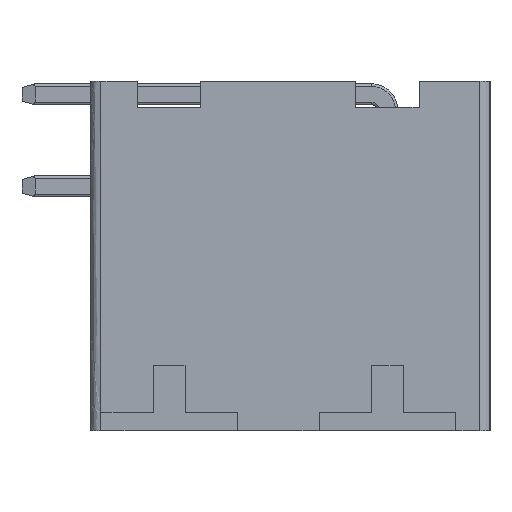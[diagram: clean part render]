
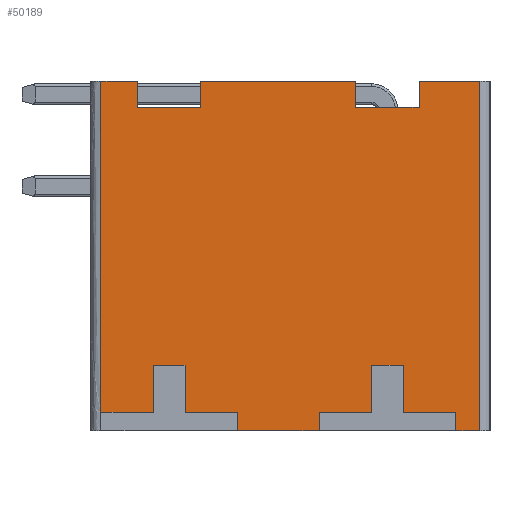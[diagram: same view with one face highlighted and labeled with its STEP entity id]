
A CAD part, left-side view. The second image highlights one B-rep face of the part: STEP entity #50189.
In plain terms, the highlighted planar face has unit normal (-1, 0, 0).
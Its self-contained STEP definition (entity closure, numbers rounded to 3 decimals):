
#290=CARTESIAN_POINT('',(-10.4,-11.8,0.));
#291=VERTEX_POINT('',#290);
#299=CARTESIAN_POINT('',(-10.4,-10.9,0.));
#300=VERTEX_POINT('',#299);
#301=CARTESIAN_POINT('',(-10.4,-11.8,0.));
#302=DIRECTION('',(0.,1.,0.));
#303=VECTOR('',#302,0.9);
#304=LINE('',#301,#303);
#305=EDGE_CURVE('',#291,#300,#304,.T.);
#323=CARTESIAN_POINT('',(-10.4,-5.7,0.));
#324=VERTEX_POINT('',#323);
#331=CARTESIAN_POINT('',(-10.4,-2.6,0.));
#332=VERTEX_POINT('',#331);
#333=CARTESIAN_POINT('',(-10.4,-5.7,0.));
#334=DIRECTION('',(0.,1.,0.));
#335=VECTOR('',#334,3.1);
#336=LINE('',#333,#335);
#337=EDGE_CURVE('',#324,#332,#336,.T.);
#19210=CARTESIAN_POINT('',(-10.4,-9.5,13.3));
#19211=VERTEX_POINT('',#19210);
#19218=CARTESIAN_POINT('',(-10.4,-11.8,13.3));
#19219=VERTEX_POINT('',#19218);
#19220=CARTESIAN_POINT('',(-10.4,-9.5,13.3));
#19221=DIRECTION('',(0.,-1.,0.));
#19222=VECTOR('',#19221,2.3);
#19223=LINE('',#19220,#19222);
#19224=EDGE_CURVE('',#19211,#19219,#19223,.T.);
#49996=CARTESIAN_POINT('',(-10.4,-11.8,13.3));
#49997=DIRECTION('',(0.,0.,-1.));
#49998=VECTOR('',#49997,13.3);
#49999=LINE('',#49996,#49998);
#50000=EDGE_CURVE('',#19219,#291,#49999,.T.);
#50006=CARTESIAN_POINT('',(-10.4,-4.6,6.65));
#50007=DIRECTION('',(0.,0.,-1.));
#50008=DIRECTION('',(-1.,-0.,-0.));
#50009=AXIS2_PLACEMENT_3D('',#50006,#50008,#50007);
#50010=PLANE('',#50009);
#50011=CARTESIAN_POINT('',(-10.4,1.2,13.3));
#50012=VERTEX_POINT('',#50011);
#50013=CARTESIAN_POINT('',(-10.4,2.6,13.3));
#50014=VERTEX_POINT('',#50013);
#50015=CARTESIAN_POINT('',(-10.4,1.2,13.3));
#50016=DIRECTION('',(0.,1.,0.));
#50017=VECTOR('',#50016,1.4);
#50018=LINE('',#50015,#50017);
#50019=EDGE_CURVE('',#50012,#50014,#50018,.T.);
#50020=ORIENTED_EDGE('',*,*,#50019,.T.);
#50021=CARTESIAN_POINT('',(-10.4,2.6,0.7));
#50022=VERTEX_POINT('',#50021);
#50023=CARTESIAN_POINT('',(-10.4,2.6,13.3));
#50024=DIRECTION('',(0.,0.,-1.));
#50025=VECTOR('',#50024,12.6);
#50026=LINE('',#50023,#50025);
#50027=EDGE_CURVE('',#50014,#50022,#50026,.T.);
#50028=ORIENTED_EDGE('',*,*,#50027,.T.);
#50029=CARTESIAN_POINT('',(-10.4,0.6,0.7));
#50030=VERTEX_POINT('',#50029);
#50031=CARTESIAN_POINT('',(-10.4,2.6,0.7));
#50032=DIRECTION('',(0.,-1.,0.));
#50033=VECTOR('',#50032,2.);
#50034=LINE('',#50031,#50033);
#50035=EDGE_CURVE('',#50022,#50030,#50034,.T.);
#50036=ORIENTED_EDGE('',*,*,#50035,.T.);
#50037=CARTESIAN_POINT('',(-10.4,0.6,2.5));
#50038=VERTEX_POINT('',#50037);
#50039=CARTESIAN_POINT('',(-10.4,0.6,0.7));
#50040=DIRECTION('',(0.,0.,1.));
#50041=VECTOR('',#50040,1.8);
#50042=LINE('',#50039,#50041);
#50043=EDGE_CURVE('',#50030,#50038,#50042,.T.);
#50044=ORIENTED_EDGE('',*,*,#50043,.T.);
#50045=CARTESIAN_POINT('',(-10.4,-0.6,2.5));
#50046=VERTEX_POINT('',#50045);
#50047=CARTESIAN_POINT('',(-10.4,0.6,2.5));
#50048=DIRECTION('',(0.,-1.,0.));
#50049=VECTOR('',#50048,1.2);
#50050=LINE('',#50047,#50049);
#50051=EDGE_CURVE('',#50038,#50046,#50050,.T.);
#50052=ORIENTED_EDGE('',*,*,#50051,.T.);
#50053=CARTESIAN_POINT('',(-10.4,-0.6,0.7));
#50054=VERTEX_POINT('',#50053);
#50055=CARTESIAN_POINT('',(-10.4,-0.6,2.5));
#50056=DIRECTION('',(0.,0.,-1.));
#50057=VECTOR('',#50056,1.8);
#50058=LINE('',#50055,#50057);
#50059=EDGE_CURVE('',#50046,#50054,#50058,.T.);
#50060=ORIENTED_EDGE('',*,*,#50059,.T.);
#50061=CARTESIAN_POINT('',(-10.4,-2.6,0.7));
#50062=VERTEX_POINT('',#50061);
#50063=CARTESIAN_POINT('',(-10.4,-0.6,0.7));
#50064=DIRECTION('',(0.,-1.,0.));
#50065=VECTOR('',#50064,2.);
#50066=LINE('',#50063,#50065);
#50067=EDGE_CURVE('',#50054,#50062,#50066,.T.);
#50068=ORIENTED_EDGE('',*,*,#50067,.T.);
#50069=CARTESIAN_POINT('',(-10.4,-2.6,0.7));
#50070=DIRECTION('',(0.,0.,-1.));
#50071=VECTOR('',#50070,0.7);
#50072=LINE('',#50069,#50071);
#50073=EDGE_CURVE('',#50062,#332,#50072,.T.);
#50074=ORIENTED_EDGE('',*,*,#50073,.T.);
#50075=ORIENTED_EDGE('',*,*,#337,.F.);
#50076=CARTESIAN_POINT('',(-10.4,-5.7,0.7));
#50077=VERTEX_POINT('',#50076);
#50078=CARTESIAN_POINT('',(-10.4,-5.7,0.));
#50079=DIRECTION('',(0.,0.,1.));
#50080=VECTOR('',#50079,0.7);
#50081=LINE('',#50078,#50080);
#50082=EDGE_CURVE('',#324,#50077,#50081,.T.);
#50083=ORIENTED_EDGE('',*,*,#50082,.T.);
#50084=CARTESIAN_POINT('',(-10.4,-7.7,0.7));
#50085=VERTEX_POINT('',#50084);
#50086=CARTESIAN_POINT('',(-10.4,-5.7,0.7));
#50087=DIRECTION('',(0.,-1.,0.));
#50088=VECTOR('',#50087,2.);
#50089=LINE('',#50086,#50088);
#50090=EDGE_CURVE('',#50077,#50085,#50089,.T.);
#50091=ORIENTED_EDGE('',*,*,#50090,.T.);
#50092=CARTESIAN_POINT('',(-10.4,-7.7,2.5));
#50093=VERTEX_POINT('',#50092);
#50094=CARTESIAN_POINT('',(-10.4,-7.7,0.7));
#50095=DIRECTION('',(0.,0.,1.));
#50096=VECTOR('',#50095,1.8);
#50097=LINE('',#50094,#50096);
#50098=EDGE_CURVE('',#50085,#50093,#50097,.T.);
#50099=ORIENTED_EDGE('',*,*,#50098,.T.);
#50100=CARTESIAN_POINT('',(-10.4,-8.9,2.5));
#50101=VERTEX_POINT('',#50100);
#50102=CARTESIAN_POINT('',(-10.4,-7.7,2.5));
#50103=DIRECTION('',(0.,-1.,0.));
#50104=VECTOR('',#50103,1.2);
#50105=LINE('',#50102,#50104);
#50106=EDGE_CURVE('',#50093,#50101,#50105,.T.);
#50107=ORIENTED_EDGE('',*,*,#50106,.T.);
#50108=CARTESIAN_POINT('',(-10.4,-8.9,0.7));
#50109=VERTEX_POINT('',#50108);
#50110=CARTESIAN_POINT('',(-10.4,-8.9,2.5));
#50111=DIRECTION('',(0.,0.,-1.));
#50112=VECTOR('',#50111,1.8);
#50113=LINE('',#50110,#50112);
#50114=EDGE_CURVE('',#50101,#50109,#50113,.T.);
#50115=ORIENTED_EDGE('',*,*,#50114,.T.);
#50116=CARTESIAN_POINT('',(-10.4,-10.9,0.7));
#50117=VERTEX_POINT('',#50116);
#50118=CARTESIAN_POINT('',(-10.4,-8.9,0.7));
#50119=DIRECTION('',(0.,-1.,0.));
#50120=VECTOR('',#50119,2.);
#50121=LINE('',#50118,#50120);
#50122=EDGE_CURVE('',#50109,#50117,#50121,.T.);
#50123=ORIENTED_EDGE('',*,*,#50122,.T.);
#50124=CARTESIAN_POINT('',(-10.4,-10.9,0.7));
#50125=DIRECTION('',(0.,0.,-1.));
#50126=VECTOR('',#50125,0.7);
#50127=LINE('',#50124,#50126);
#50128=EDGE_CURVE('',#50117,#300,#50127,.T.);
#50129=ORIENTED_EDGE('',*,*,#50128,.T.);
#50130=ORIENTED_EDGE('',*,*,#305,.F.);
#50131=ORIENTED_EDGE('',*,*,#50000,.F.);
#50132=ORIENTED_EDGE('',*,*,#19224,.F.);
#50133=CARTESIAN_POINT('',(-10.4,-9.5,12.3));
#50134=VERTEX_POINT('',#50133);
#50135=CARTESIAN_POINT('',(-10.4,-9.5,13.3));
#50136=DIRECTION('',(0.,0.,-1.));
#50137=VECTOR('',#50136,1.);
#50138=LINE('',#50135,#50137);
#50139=EDGE_CURVE('',#19211,#50134,#50138,.T.);
#50140=ORIENTED_EDGE('',*,*,#50139,.T.);
#50141=CARTESIAN_POINT('',(-10.4,-7.1,12.3));
#50142=VERTEX_POINT('',#50141);
#50143=CARTESIAN_POINT('',(-10.4,-9.5,12.3));
#50144=DIRECTION('',(0.,1.,0.));
#50145=VECTOR('',#50144,2.4);
#50146=LINE('',#50143,#50145);
#50147=EDGE_CURVE('',#50134,#50142,#50146,.T.);
#50148=ORIENTED_EDGE('',*,*,#50147,.T.);
#50149=CARTESIAN_POINT('',(-10.4,-7.1,13.3));
#50150=VERTEX_POINT('',#50149);
#50151=CARTESIAN_POINT('',(-10.4,-7.1,12.3));
#50152=DIRECTION('',(0.,0.,1.));
#50153=VECTOR('',#50152,1.);
#50154=LINE('',#50151,#50153);
#50155=EDGE_CURVE('',#50142,#50150,#50154,.T.);
#50156=ORIENTED_EDGE('',*,*,#50155,.T.);
#50157=CARTESIAN_POINT('',(-10.4,-1.2,13.3));
#50158=VERTEX_POINT('',#50157);
#50159=CARTESIAN_POINT('',(-10.4,-7.1,13.3));
#50160=DIRECTION('',(0.,1.,0.));
#50161=VECTOR('',#50160,5.9);
#50162=LINE('',#50159,#50161);
#50163=EDGE_CURVE('',#50150,#50158,#50162,.T.);
#50164=ORIENTED_EDGE('',*,*,#50163,.T.);
#50165=CARTESIAN_POINT('',(-10.4,-1.2,12.3));
#50166=VERTEX_POINT('',#50165);
#50167=CARTESIAN_POINT('',(-10.4,-1.2,13.3));
#50168=DIRECTION('',(0.,0.,-1.));
#50169=VECTOR('',#50168,1.);
#50170=LINE('',#50167,#50169);
#50171=EDGE_CURVE('',#50158,#50166,#50170,.T.);
#50172=ORIENTED_EDGE('',*,*,#50171,.T.);
#50173=CARTESIAN_POINT('',(-10.4,1.2,12.3));
#50174=VERTEX_POINT('',#50173);
#50175=CARTESIAN_POINT('',(-10.4,-1.2,12.3));
#50176=DIRECTION('',(0.,1.,0.));
#50177=VECTOR('',#50176,2.4);
#50178=LINE('',#50175,#50177);
#50179=EDGE_CURVE('',#50166,#50174,#50178,.T.);
#50180=ORIENTED_EDGE('',*,*,#50179,.T.);
#50181=CARTESIAN_POINT('',(-10.4,1.2,12.3));
#50182=DIRECTION('',(0.,0.,1.));
#50183=VECTOR('',#50182,1.);
#50184=LINE('',#50181,#50183);
#50185=EDGE_CURVE('',#50174,#50012,#50184,.T.);
#50186=ORIENTED_EDGE('',*,*,#50185,.T.);
#50187=EDGE_LOOP('',(#50020,#50028,#50036,#50044,#50052,#50060,#50068,#50074,#50075,#50083,#50091,#50099,#50107,#50115,#50123,#50129,#50130,#50131,#50132,#50140,#50148,#50156,#50164,#50172,#50180,#50186));
#50188=FACE_OUTER_BOUND('',#50187,.T.);
#50189=ADVANCED_FACE('',(#50188),#50010,.T.);
